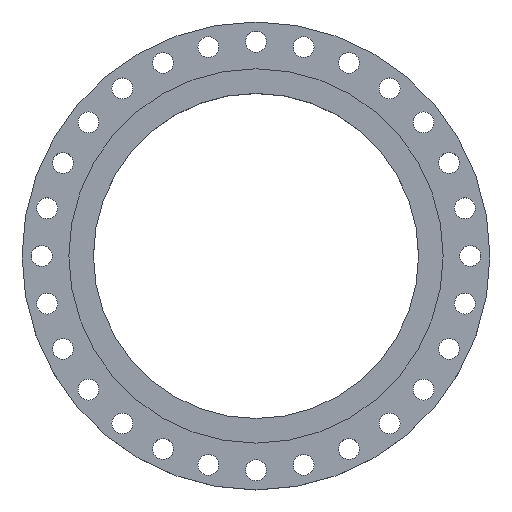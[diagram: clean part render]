
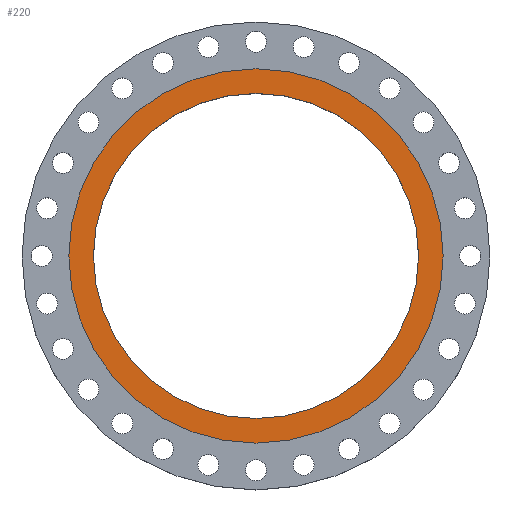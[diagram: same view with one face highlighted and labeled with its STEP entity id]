
A CAD part, top view. The second image highlights one B-rep face of the part: STEP entity #220.
In plain terms, the highlighted planar face has unit normal (0, 0, 1).
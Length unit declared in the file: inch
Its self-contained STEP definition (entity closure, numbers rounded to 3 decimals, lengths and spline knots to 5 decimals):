
#63 = CIRCLE ( 'NONE', #1860, 19. ) ;
#74 = CARTESIAN_POINT ( 'NONE',  ( -19., 0., 0. ) ) ;
#220 = ADVANCED_FACE ( 'NONE', ( #1960, #532 ), #956, .F. ) ;
#240 = CIRCLE ( 'NONE', #1992, 16.5 ) ;
#416 = DIRECTION ( 'NONE',  ( 1., 0., 0. ) ) ;
#476 = CARTESIAN_POINT ( 'NONE',  ( 0., 0., 0. ) ) ;
#532 = FACE_OUTER_BOUND ( 'NONE', #2461, .T. ) ;
#562 = ORIENTED_EDGE ( 'NONE', *, *, #1384, .F. ) ;
#639 = DIRECTION ( 'NONE',  ( 1., 0., 0. ) ) ;
#652 = CIRCLE ( 'NONE', #1247, 19. ) ;
#748 = DIRECTION ( 'NONE',  ( -1., 0., 0. ) ) ;
#760 = CARTESIAN_POINT ( 'NONE',  ( 0., 16.5, 0. ) ) ;
#762 = ORIENTED_EDGE ( 'NONE', *, *, #1367, .T. ) ;
#956 = PLANE ( 'NONE',  #1944 ) ;
#1185 = VERTEX_POINT ( 'NONE', #2268 ) ;
#1247 = AXIS2_PLACEMENT_3D ( 'NONE', #476, #2475, #1898 ) ;
#1252 = CARTESIAN_POINT ( 'NONE',  ( 0., 0., 0. ) ) ;
#1278 = VERTEX_POINT ( 'NONE', #2556 ) ;
#1367 = EDGE_CURVE ( 'NONE', #1847, #1185, #63, .T. ) ;
#1384 = EDGE_CURVE ( 'NONE', #1278, #2264, #1455, .T. ) ;
#1389 = CARTESIAN_POINT ( 'NONE',  ( 0., 0., 0. ) ) ;
#1403 = DIRECTION ( 'NONE',  ( 0., 0., 1. ) ) ;
#1411 = EDGE_CURVE ( 'NONE', #1185, #1847, #652, .T. ) ;
#1451 = DIRECTION ( 'NONE',  ( 0., 0., 1. ) ) ;
#1455 = CIRCLE ( 'NONE', #1999, 16.5 ) ;
#1632 = DIRECTION ( 'NONE',  ( 0., 0., 1. ) ) ;
#1763 = EDGE_CURVE ( 'NONE', #2264, #1278, #240, .T. ) ;
#1847 = VERTEX_POINT ( 'NONE', #74 ) ;
#1860 = AXIS2_PLACEMENT_3D ( 'NONE', #1252, #1632, #416 ) ;
#1898 = DIRECTION ( 'NONE',  ( 1., 0., 0. ) ) ;
#1944 = AXIS2_PLACEMENT_3D ( 'NONE', #760, #2549, #748 ) ;
#1960 = FACE_BOUND ( 'NONE', #2120, .T. ) ;
#1992 = AXIS2_PLACEMENT_3D ( 'NONE', #2478, #1451, #2275 ) ;
#1999 = AXIS2_PLACEMENT_3D ( 'NONE', #1389, #1403, #639 ) ;
#2026 = ORIENTED_EDGE ( 'NONE', *, *, #1411, .T. ) ;
#2120 = EDGE_LOOP ( 'NONE', ( #2197, #562 ) ) ;
#2197 = ORIENTED_EDGE ( 'NONE', *, *, #1763, .F. ) ;
#2264 = VERTEX_POINT ( 'NONE', #2270 ) ;
#2268 = CARTESIAN_POINT ( 'NONE',  ( 19., 0., 0. ) ) ;
#2270 = CARTESIAN_POINT ( 'NONE',  ( 16.5, 0., 0. ) ) ;
#2275 = DIRECTION ( 'NONE',  ( 1., 0., 0. ) ) ;
#2461 = EDGE_LOOP ( 'NONE', ( #2026, #762 ) ) ;
#2475 = DIRECTION ( 'NONE',  ( 0., 0., 1. ) ) ;
#2478 = CARTESIAN_POINT ( 'NONE',  ( 0., 0., 0. ) ) ;
#2549 = DIRECTION ( 'NONE',  ( 0., 0., -1. ) ) ;
#2556 = CARTESIAN_POINT ( 'NONE',  ( -16.5, 0., 0. ) ) ;
